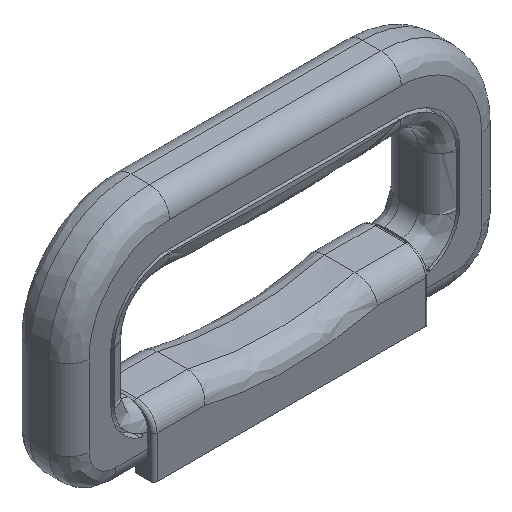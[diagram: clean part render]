
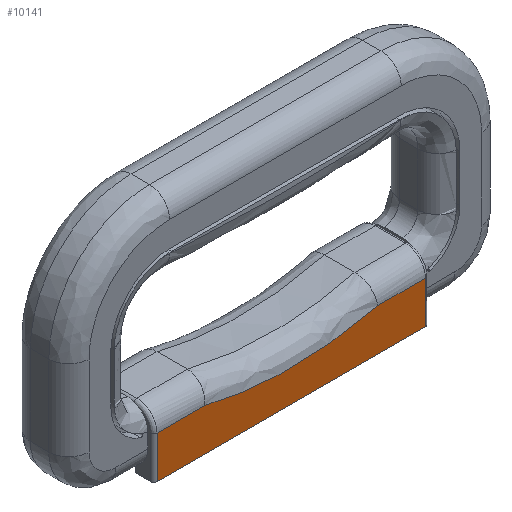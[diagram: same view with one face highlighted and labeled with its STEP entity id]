
A CAD part, isometric view. The second image highlights one B-rep face of the part: STEP entity #10141.
In plain terms, the highlighted free-form (B-spline) face has degree [1, 1] with [2, 2] control points.
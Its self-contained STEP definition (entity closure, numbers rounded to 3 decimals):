
#8053=CARTESIAN_POINT('',(40.,-10.5,0.0));
#8054=VERTEX_POINT('',#8053);
#8075=CARTESIAN_POINT('',(40.,-10.5,12.5));
#8076=VERTEX_POINT('',#8075);
#8090=CARTESIAN_POINT('',(40.,-10.5,0.0));
#8091=CARTESIAN_POINT('',(40.,-10.5,12.5));
#8092=QUASI_UNIFORM_CURVE('',1,(#8090,#8091),.UNSPECIFIED.,.F.,.U.);
#8093=EDGE_CURVE('',#8054,#8076,#8092,.T.);
#8509=CARTESIAN_POINT('',(-40.0,-10.5,12.5));
#8510=VERTEX_POINT('',#8509);
#8568=CARTESIAN_POINT('',(-40.0,-10.5,0.0));
#8569=VERTEX_POINT('',#8568);
#8585=CARTESIAN_POINT('',(-40.0,-10.5,12.5));
#8586=CARTESIAN_POINT('',(-40.0,-10.5,0.0));
#8587=QUASI_UNIFORM_CURVE('',1,(#8585,#8586),.UNSPECIFIED.,.F.,.U.);
#8588=EDGE_CURVE('',#8510,#8569,#8587,.T.);
#9746=CARTESIAN_POINT('',(25.753,-10.5,12.5));
#9747=VERTEX_POINT('',#9746);
#9748=CARTESIAN_POINT('',(40.,-10.5,12.5));
#9749=CARTESIAN_POINT('',(25.753,-10.5,12.5));
#9750=QUASI_UNIFORM_CURVE('',1,(#9748,#9749),.UNSPECIFIED.,.F.,.U.);
#9751=EDGE_CURVE('',#8076,#9747,#9750,.T.);
#9825=CARTESIAN_POINT('',(-25.753,-10.5,12.5));
#9826=VERTEX_POINT('',#9825);
#9869=CARTESIAN_POINT('',(25.753,-10.5,12.5));
#9870=CARTESIAN_POINT('',(0.,-10.5,6.05));
#9871=CARTESIAN_POINT('',(-25.753,-10.5,12.5));
#9879=(BOUNDED_CURVE()B_SPLINE_CURVE(2,(#9869,#9870,#9871),.UNSPECIFIED.,.F.,.U.)CURVE()GEOMETRIC_REPRESENTATION_ITEM()QUASI_UNIFORM_CURVE()RATIONAL_B_SPLINE_CURVE((1.0,0.97,1.0))REPRESENTATION_ITEM(''));
#9880=EDGE_CURVE('',#9747,#9826,#9879,.T.);
#9919=CARTESIAN_POINT('',(-25.753,-10.5,12.5));
#9920=CARTESIAN_POINT('',(-40.0,-10.5,12.5));
#9921=QUASI_UNIFORM_CURVE('',1,(#9919,#9920),.UNSPECIFIED.,.F.,.U.);
#9922=EDGE_CURVE('',#9826,#8510,#9921,.T.);
#10124=CARTESIAN_POINT('',(-43.996,-10.5,13.124));
#10125=CARTESIAN_POINT('',(43.996,-10.5,13.124));
#10126=CARTESIAN_POINT('',(-43.996,-10.5,-0.624));
#10127=CARTESIAN_POINT('',(43.996,-10.5,-0.624));
#10128=B_SPLINE_SURFACE_WITH_KNOTS('',1,1,((#10124,#10126),(#10125,#10127)),.UNSPECIFIED.,.F.,.F.,.U.,(2,2),(2,2),(0.0,87.992),(0.0,13.749),.UNSPECIFIED.);
#10129=CARTESIAN_POINT('',(-40.0,-10.5,0.0));
#10130=CARTESIAN_POINT('',(40.,-10.5,0.0));
#10131=QUASI_UNIFORM_CURVE('',1,(#10129,#10130),.UNSPECIFIED.,.F.,.U.);
#10132=EDGE_CURVE('',#8569,#8054,#10131,.T.);
#10133=ORIENTED_EDGE('',*,*,#10132,.T.);
#10134=ORIENTED_EDGE('',*,*,#8093,.T.);
#10135=ORIENTED_EDGE('',*,*,#9751,.T.);
#10136=ORIENTED_EDGE('',*,*,#9880,.T.);
#10137=ORIENTED_EDGE('',*,*,#9922,.T.);
#10138=ORIENTED_EDGE('',*,*,#8588,.T.);
#10139=EDGE_LOOP('',(#10133,#10134,#10135,#10136,#10137,#10138));
#10140=FACE_OUTER_BOUND('',#10139,.T.);
#10141=ADVANCED_FACE('',(#10140),#10128,.F.);
